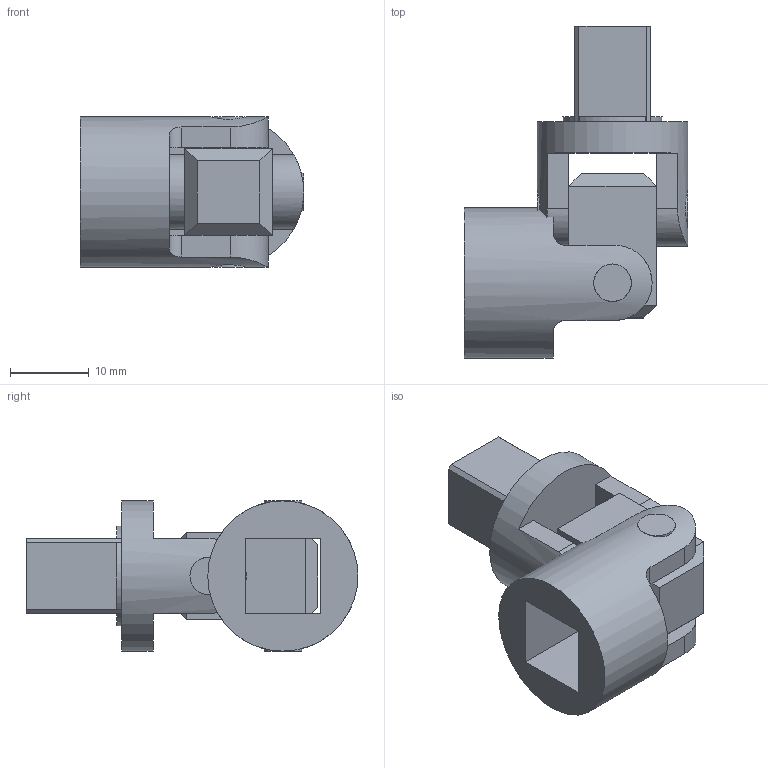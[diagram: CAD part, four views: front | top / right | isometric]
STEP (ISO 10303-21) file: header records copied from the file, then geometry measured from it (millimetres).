
FILE_DESCRIPTION(/* description */ (''),/* implementation_level */ '2;1');
FILE_NAME(/* name */ 'Ujoint v4.step',/* time_stamp */ '2024-09-17T19:09:37-07:00',/* author */ (''),/* organization */ (''),/* preprocessor_version */ 'ST-DEVELOPER v20',/* originating_system */ 'Autodesk Translation Framework v13.14.0.145',/* authorisation */ '');
FILE_SCHEMA (('AUTOMOTIVE_DESIGN { 1 0 10303 214 3 1 1 }'));
Length unit declared in the file: inch
Products named in the file (5): Ujoint; UjointPint; UjointTopBit; bottomUjointPart; UjointMidBit
Assembly tree (5 placements, depth 2):
  Ujoint
    UjointPint  x2
    UjointTopBit
    bottomUjointPart
    UjointMidBit
Bounding box: 28.32 x 42.1 x 19.05 mm (x, y, z)
Volume: 8132.1 mm3; surface area: 5796.5 mm2
Topology: 5 solids, 5 shells, 73 faces, 187 edges, 124 vertices
Faces by surface type: plane 51, cylinder 22
Full cylindrical faces by diameter (mm): 4.762 x8, 19.05 x2
Entity records: 2537 total; most frequent: CARTESIAN_POINT 633, ORIENTED_EDGE 368, DIRECTION 356, EDGE_CURVE 184, LINE 130, VECTOR 130, VERTEX_POINT 122, AXIS2_PLACEMENT_3D 113
